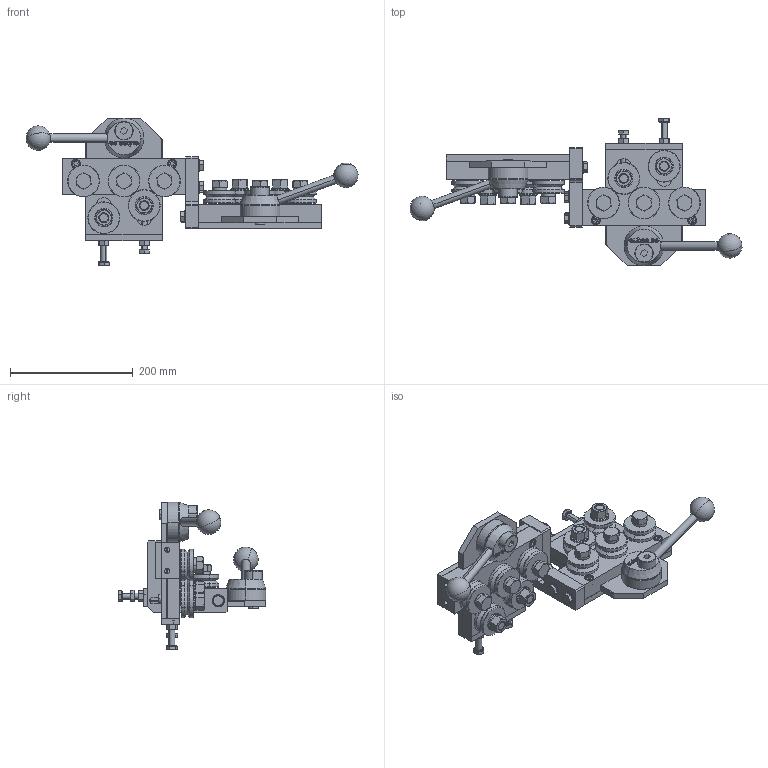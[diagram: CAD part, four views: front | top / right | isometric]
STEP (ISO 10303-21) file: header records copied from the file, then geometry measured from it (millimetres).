
FILE_DESCRIPTION (( 'STEP AP214' ), '1' );
FILE_NAME ('190625_STEP_1337C.STEP', '2019-06-25T08:43:27', ( '' ), ( '' ), 'SwSTEP 2.0', 'SolidWorks 2019', '' );
FILE_SCHEMA (( 'AUTOMOTIVE_DESIGN' ));
Length unit declared in the file: millimetre
Products named in the file (1): 190625_STEP_1337C
Bounding box: 542.02 x 240.9 x 240.9 mm (x, y, z)
Surface area: 395507.4 mm2 (no closed solid volume)
Topology: 0 solids, 120 shells, 1003 faces, 3057 edges, 2130 vertices
Faces by surface type: plane 452, cone 278, cylinder 201, torus 44, bspline 24, sphere 4
Entity records: 51010 total; most frequent: CARTESIAN_POINT 13826, DIRECTION 5344, ORIENTED_EDGE 4785, EDGE_CURVE 3031, VERTEX_POINT 2124, AXIS2_PLACEMENT_3D 2000, VECTOR 1344, LINE 1344
